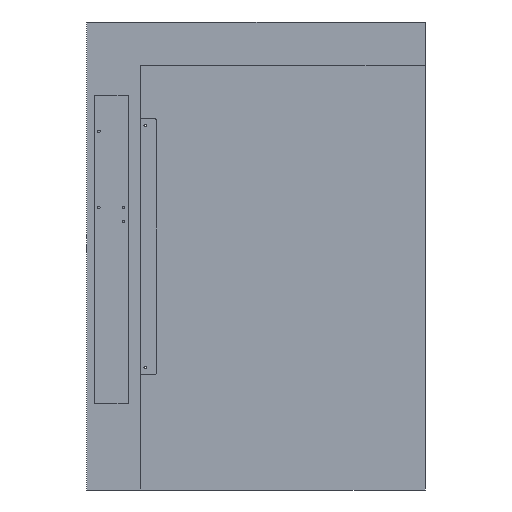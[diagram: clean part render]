
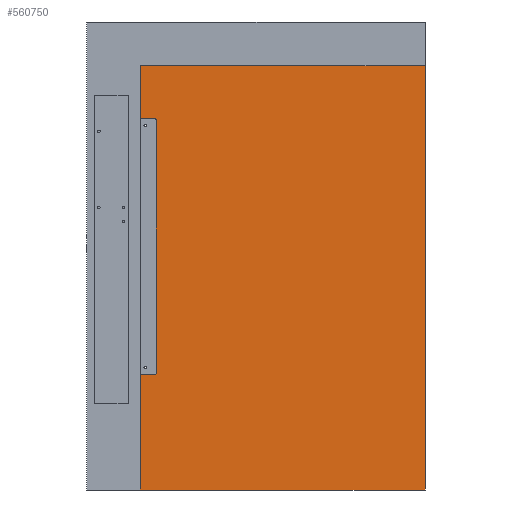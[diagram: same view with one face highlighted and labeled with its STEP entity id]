
A CAD part, left-side view. The second image highlights one B-rep face of the part: STEP entity #560750.
In plain terms, the highlighted planar face has unit normal (-1, 0, 0).
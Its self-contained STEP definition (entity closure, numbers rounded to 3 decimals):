
#556180=CARTESIAN_POINT('',(-42.,-70.1,-1151.6));
#556190=DIRECTION('',(0.,0.,-1.));
#556200=VECTOR('',#556190,1.);
#556210=LINE('',#556180,#556200);
#556220=CARTESIAN_POINT('',(-42.,-70.1,-1831.35));
#556230=VERTEX_POINT('',#556220);
#556240=CARTESIAN_POINT('',(-42.,-70.1,-2037.25));
#556250=VERTEX_POINT('',#556240);
#556260=EDGE_CURVE('',#556230,#556250,#556210,.T.);
#556640=CARTESIAN_POINT('',(-42.,-70.1,-1273.75));
#556650=VERTEX_POINT('',#556640);
#556680=CARTESIAN_POINT('',(-42.,-70.1,-1379.65));
#556690=VERTEX_POINT('',#556680);
#556700=EDGE_CURVE('',#556650,#556690,#556210,.T.);
#556960=CARTESIAN_POINT('',(-42.,-576.65,-2037.25));
#556970=VERTEX_POINT('',#556960);
#557000=CARTESIAN_POINT('',(-42.,-576.65,-1151.6));
#557010=DIRECTION('',(0.,0.,-1.));
#557020=VECTOR('',#557010,1.);
#557030=LINE('',#557000,#557020);
#557040=CARTESIAN_POINT('',(-42.,-576.65,-1273.75));
#557050=VERTEX_POINT('',#557040);
#557060=EDGE_CURVE('',#557050,#556970,#557030,.T.);
#557860=CARTESIAN_POINT('',(-42.,-193.9,-1273.75));
#557870=DIRECTION('',(0.,-1.,0.));
#557880=VECTOR('',#557870,1.);
#557890=LINE('',#557860,#557880);
#557900=EDGE_CURVE('',#556650,#557050,#557890,.T.);
#559360=CARTESIAN_POINT('',(-42.,-126.65,-2623.088));
#559370=DIRECTION('',(-1.,0.,0.));
#559380=DIRECTION('',(0.,0.,1.));
#559390=AXIS2_PLACEMENT_3D('',#559360,#559370,#559380);
#559400=PLANE('',#559390);
#559410=CARTESIAN_POINT('',(-42.,-70.9,-1830.75));
#559420=DIRECTION('',(1.,0.,0.));
#559430=DIRECTION('',(0.,1.,0.));
#559440=AXIS2_PLACEMENT_3D('',#559410,#559420,#559430);
#559450=CIRCLE('',#559440,1.);
#559460=CARTESIAN_POINT('',(-42.,-70.9,-1831.75));
#559470=VERTEX_POINT('',#559460);
#559480=EDGE_CURVE('',#559470,#556230,#559450,.T.);
#559490=ORIENTED_EDGE('',*,*,#559480,.T.);
#559500=CARTESIAN_POINT('',(-42.,-193.9,-1831.75));
#559510=DIRECTION('',(0.,-1.,0.));
#559520=VECTOR('',#559510,1.);
#559530=LINE('',#559500,#559520);
#559540=CARTESIAN_POINT('',(-42.,-98.9,-1831.75));
#559550=VERTEX_POINT('',#559540);
#559560=EDGE_CURVE('',#559470,#559550,#559530,.T.);
#559570=ORIENTED_EDGE('',*,*,#559560,.F.);
#559580=CARTESIAN_POINT('',(-42.,-98.9,-1830.75));
#559590=DIRECTION('',(-1.,0.,0.));
#559600=DIRECTION('',(0.,-1.,0.));
#559610=AXIS2_PLACEMENT_3D('',#559580,#559590,#559600);
#559620=CIRCLE('',#559610,1.);
#559630=CARTESIAN_POINT('',(-42.,-99.9,-1830.75));
#559640=VERTEX_POINT('',#559630);
#559650=EDGE_CURVE('',#559550,#559640,#559620,.T.);
#559660=ORIENTED_EDGE('',*,*,#559650,.F.);
#559670=CARTESIAN_POINT('',(-42.,-99.9,-1151.6));
#559680=DIRECTION('',(0.,0.,1.));
#559690=VECTOR('',#559680,1.);
#559700=LINE('',#559670,#559690);
#559710=CARTESIAN_POINT('',(-42.,-99.9,-1829.25));
#559720=VERTEX_POINT('',#559710);
#559730=EDGE_CURVE('',#559640,#559720,#559700,.T.);
#559740=ORIENTED_EDGE('',*,*,#559730,.F.);
#559750=CARTESIAN_POINT('',(-42.,-193.9,-1829.25));
#559760=DIRECTION('',(0.,1.,0.));
#559770=VECTOR('',#559760,1.);
#559780=LINE('',#559750,#559770);
#559790=CARTESIAN_POINT('',(-42.,-99.4,-1829.25));
#559800=VERTEX_POINT('',#559790);
#559810=EDGE_CURVE('',#559720,#559800,#559780,.T.);
#559820=ORIENTED_EDGE('',*,*,#559810,.F.);
#559830=CARTESIAN_POINT('',(-42.,-99.4,-1151.6));
#559840=DIRECTION('',(0.,0.,1.));
#559850=VECTOR('',#559840,1.);
#559860=LINE('',#559830,#559850);
#559870=CARTESIAN_POINT('',(-42.,-99.4,-1828.75));
#559880=VERTEX_POINT('',#559870);
#559890=EDGE_CURVE('',#559800,#559880,#559860,.T.);
#559900=ORIENTED_EDGE('',*,*,#559890,.F.);
#559910=CARTESIAN_POINT('',(-42.,-193.9,-1828.75));
#559920=DIRECTION('',(0.,-1.,0.));
#559930=VECTOR('',#559920,1.);
#559940=LINE('',#559910,#559930);
#559950=CARTESIAN_POINT('',(-42.,-99.6,-1828.75));
#559960=VERTEX_POINT('',#559950);
#559970=EDGE_CURVE('',#559880,#559960,#559940,.T.);
#559980=ORIENTED_EDGE('',*,*,#559970,.F.);
#559990=CARTESIAN_POINT('',(-42.,-99.6,-1151.6));
#560000=DIRECTION('',(0.,0.,1.));
#560010=VECTOR('',#560000,1.);
#560020=LINE('',#559990,#560010);
#560030=CARTESIAN_POINT('',(-42.,-99.6,-1382.25));
#560040=VERTEX_POINT('',#560030);
#560050=EDGE_CURVE('',#559960,#560040,#560020,.T.);
#560060=ORIENTED_EDGE('',*,*,#560050,.F.);
#560070=CARTESIAN_POINT('',(-42.,-193.9,-1382.25));
#560080=DIRECTION('',(0.,1.,0.));
#560090=VECTOR('',#560080,1.);
#560100=LINE('',#560070,#560090);
#560110=CARTESIAN_POINT('',(-42.,-99.4,-1382.25));
#560120=VERTEX_POINT('',#560110);
#560130=EDGE_CURVE('',#560040,#560120,#560100,.T.);
#560140=ORIENTED_EDGE('',*,*,#560130,.F.);
#560150=CARTESIAN_POINT('',(-42.,-99.4,-1151.6));
#560160=DIRECTION('',(0.,0.,1.));
#560170=VECTOR('',#560160,1.);
#560180=LINE('',#560150,#560170);
#560190=CARTESIAN_POINT('',(-42.,-99.4,-1381.75));
#560200=VERTEX_POINT('',#560190);
#560210=EDGE_CURVE('',#560120,#560200,#560180,.T.);
#560220=ORIENTED_EDGE('',*,*,#560210,.F.);
#560230=CARTESIAN_POINT('',(-42.,-193.9,-1381.75));
#560240=DIRECTION('',(0.,-1.,0.));
#560250=VECTOR('',#560240,1.);
#560260=LINE('',#560230,#560250);
#560270=CARTESIAN_POINT('',(-42.,-99.9,-1381.75));
#560280=VERTEX_POINT('',#560270);
#560290=EDGE_CURVE('',#560200,#560280,#560260,.T.);
#560300=ORIENTED_EDGE('',*,*,#560290,.F.);
#560310=CARTESIAN_POINT('',(-42.,-99.9,-1151.6));
#560320=DIRECTION('',(0.,0.,1.));
#560330=VECTOR('',#560320,1.);
#560340=LINE('',#560310,#560330);
#560350=CARTESIAN_POINT('',(-42.,-99.9,-1380.25));
#560360=VERTEX_POINT('',#560350);
#560370=EDGE_CURVE('',#560280,#560360,#560340,.T.);
#560380=ORIENTED_EDGE('',*,*,#560370,.F.);
#560390=CARTESIAN_POINT('',(-42.,-98.9,-1380.25));
#560400=DIRECTION('',(1.,0.,0.));
#560410=DIRECTION('',(0.,-1.,0.));
#560420=AXIS2_PLACEMENT_3D('',#560390,#560400,#560410);
#560430=CIRCLE('',#560420,1.);
#560440=CARTESIAN_POINT('',(-42.,-98.9,-1379.25));
#560450=VERTEX_POINT('',#560440);
#560460=EDGE_CURVE('',#560450,#560360,#560430,.T.);
#560470=ORIENTED_EDGE('',*,*,#560460,.T.);
#560480=CARTESIAN_POINT('',(-42.,-193.9,-1379.25));
#560490=DIRECTION('',(0.,1.,0.));
#560500=VECTOR('',#560490,1.);
#560510=LINE('',#560480,#560500);
#560520=CARTESIAN_POINT('',(-42.,-70.9,-1379.25));
#560530=VERTEX_POINT('',#560520);
#560540=EDGE_CURVE('',#560450,#560530,#560510,.T.);
#560550=ORIENTED_EDGE('',*,*,#560540,.F.);
#560560=CARTESIAN_POINT('',(-42.,-70.9,-1380.25));
#560570=DIRECTION('',(-1.,0.,0.));
#560580=DIRECTION('',(0.,1.,0.));
#560590=AXIS2_PLACEMENT_3D('',#560560,#560570,#560580);
#560600=CIRCLE('',#560590,1.);
#560610=EDGE_CURVE('',#560530,#556690,#560600,.T.);
#560620=ORIENTED_EDGE('',*,*,#560610,.F.);
#560630=ORIENTED_EDGE('',*,*,#556700,.T.);
#560640=ORIENTED_EDGE('',*,*,#557900,.F.);
#560650=ORIENTED_EDGE('',*,*,#557060,.F.);
#560660=CARTESIAN_POINT('',(-42.,-193.9,-2037.25));
#560670=DIRECTION('',(0.,1.,0.));
#560680=VECTOR('',#560670,1.);
#560690=LINE('',#560660,#560680);
#560700=EDGE_CURVE('',#556970,#556250,#560690,.T.);
#560710=ORIENTED_EDGE('',*,*,#560700,.F.);
#560720=ORIENTED_EDGE('',*,*,#556260,.T.);
#560730=EDGE_LOOP('',(#560720,#560710,#560650,#560640,#560630,#560620,
#560550,#560470,#560380,#560300,#560220,#560140,#560060,#559980,#559900,
#559820,#559740,#559660,#559570,#559490));
#560740=FACE_OUTER_BOUND('',#560730,.T.);
#560750=ADVANCED_FACE('',(#560740),#559400,.T.);
